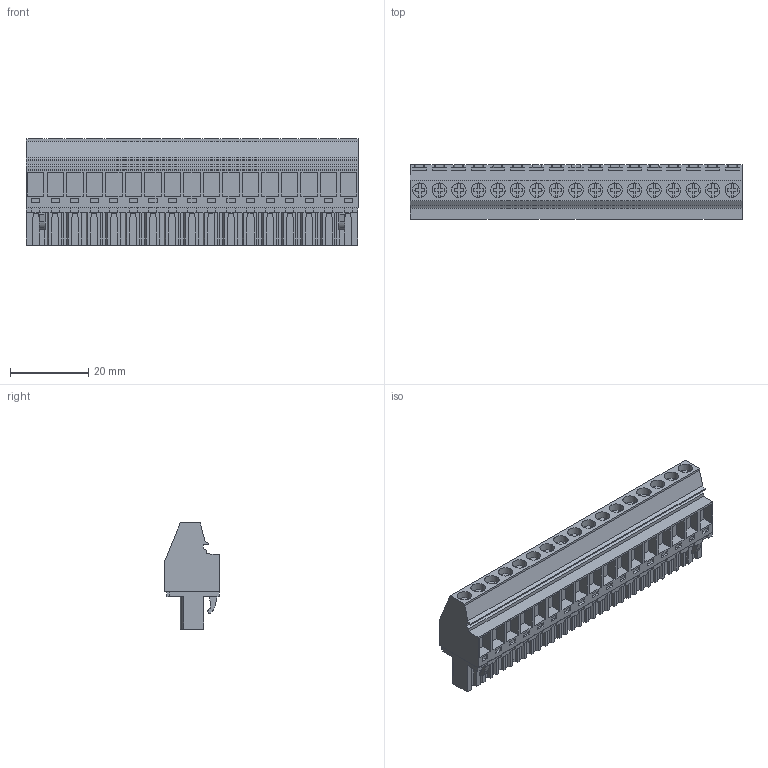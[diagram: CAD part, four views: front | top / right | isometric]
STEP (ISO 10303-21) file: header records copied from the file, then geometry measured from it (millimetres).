
FILE_DESCRIPTION(('CATIA V5 STEP Exchange','CAx-IF Rec.Pracs.--- Model Styling and Organization---1.2---2011-12-15'),'2;1');
FILE_NAME ('D1460446_0_1958730000_1958730000.stp','2017-09-20T15:21:06+00:00',('none'),('Weidmueller'),'CATIA Version 5-6 Release 2014','CATIA V5 STEP AP214','none');
FILE_SCHEMA(('AUTOMOTIVE_DESIGN { 1 0 10303 214 1 1 1 1 }'));
Length unit declared in the file: millimetre
Products named in the file (1): 1958730000
Bounding box: 85 x 14.05 x 27.2 mm (x, y, z)
Volume: 19364 mm3; surface area: 11161.7 mm2
Topology: 18 solids, 18 shells, 1083 faces, 2982 edges, 2004 vertices
Faces by surface type: plane 922, cylinder 151, extrusion 10
Entity records: 31538 total; most frequent: ORIENTED_EDGE 5964, CARTESIAN_POINT 5792, DIRECTION 4162, EDGE_CURVE 2982, VECTOR 2594, LINE 2584, VERTEX_POINT 2004, EDGE_LOOP 1152
